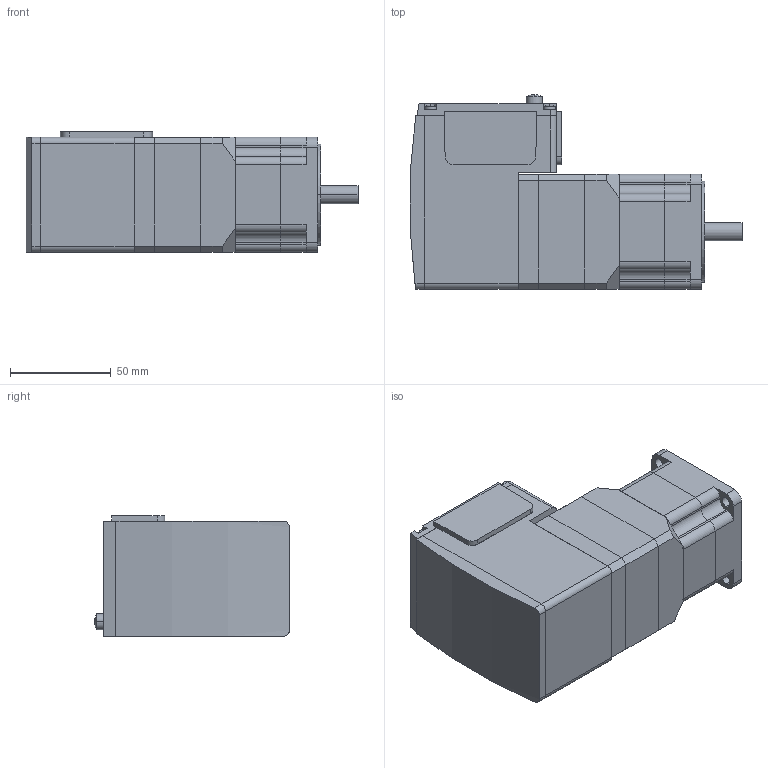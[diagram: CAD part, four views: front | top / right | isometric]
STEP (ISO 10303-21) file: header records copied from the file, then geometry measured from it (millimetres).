
FILE_DESCRIPTION(('STEP AP242'),'1');
FILE_NAME('ila1b571pb1a0.stp','2019-12-07T02:27:17',('TraceParts'),('TraceParts S.A.'),'Spatial InterOp 3D',' ',' ');
FILE_SCHEMA(('AP242_MANAGED_MODEL_BASED_3D_ENGINEERING_MIM_LF {1 0 10303 442 1 1 4}'));
Length unit declared in the file: millimetre
Products named in the file (1): ila1b571pb1a0_1
Bounding box: 165.04 x 96.8 x 59.9 mm (x, y, z)
Volume: 586552 mm3; surface area: 106359.1 mm2
Topology: 11 solids, 11 shells, 209 faces, 552 edges, 356 vertices
Faces by surface type: plane 120, cylinder 73, torus 10, cone 6
Entity records: 12724 total; most frequent: CARTESIAN_POINT 1150, DIRECTION 1142, STYLED_ITEM 1116, PRESENTATION_STYLE_ASSIGNMENT 1116, COLOUR_RGB 1116, ORIENTED_EDGE 1080, EDGE_CURVE 540, CURVE_STYLE 540
